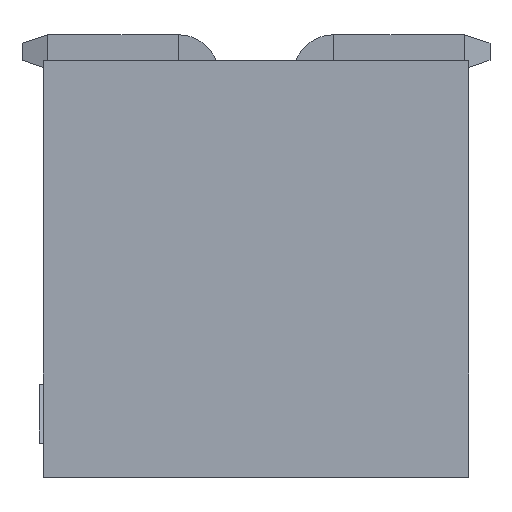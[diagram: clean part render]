
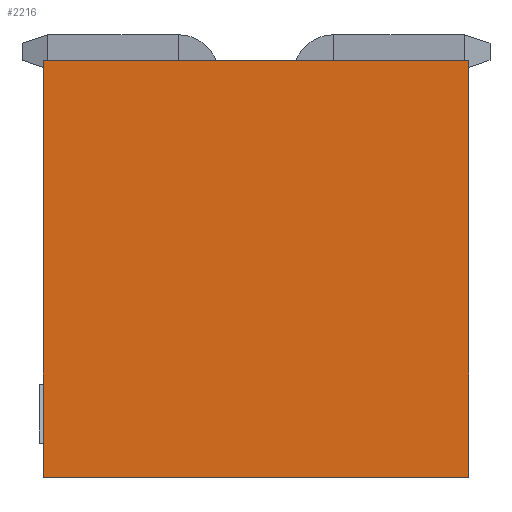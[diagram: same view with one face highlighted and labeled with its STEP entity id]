
A CAD part, front view. The second image highlights one B-rep face of the part: STEP entity #2216.
In plain terms, the highlighted planar face has unit normal (0, -1, 0).
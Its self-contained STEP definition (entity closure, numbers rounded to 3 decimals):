
#17=DIRECTION('',(1.,0.,0.));
#18=VECTOR('',#17,5.);
#19=CARTESIAN_POINT('',(-2.5,-7.62,-2.45));
#20=LINE('',#19,#18);
#433=DIRECTION('',(0.,0.,-1.));
#434=VECTOR('',#433,4.9);
#435=CARTESIAN_POINT('',(-2.5,-7.62,2.45));
#436=LINE('',#435,#434);
#517=DIRECTION('',(0.,0.,1.));
#518=VECTOR('',#517,4.9);
#519=CARTESIAN_POINT('',(2.5,-7.62,-2.45));
#520=LINE('',#519,#518);
#585=DIRECTION('',(-1.,0.,0.));
#586=VECTOR('',#585,5.);
#587=CARTESIAN_POINT('',(2.5,-7.62,2.45));
#588=LINE('',#587,#586);
#1681=CARTESIAN_POINT('',(-2.5,-7.62,2.45));
#1682=CARTESIAN_POINT('',(-2.5,-7.62,-2.45));
#1683=VERTEX_POINT('',#1681);
#1684=VERTEX_POINT('',#1682);
#1685=CARTESIAN_POINT('',(2.5,-7.62,2.45));
#1686=VERTEX_POINT('',#1685);
#1687=CARTESIAN_POINT('',(2.5,-7.62,-2.45));
#1688=VERTEX_POINT('',#1687);
#2201=CARTESIAN_POINT('',(0.,-7.62,0.));
#2202=DIRECTION('',(0.,1.,0.));
#2203=DIRECTION('',(1.,0.,0.));
#2204=AXIS2_PLACEMENT_3D('',#2201,#2202,#2203);
#2205=PLANE('',#2204);
#2207=ORIENTED_EDGE('',*,*,#2206,.F.);
#2209=ORIENTED_EDGE('',*,*,#2208,.F.);
#2211=ORIENTED_EDGE('',*,*,#2210,.F.);
#2213=ORIENTED_EDGE('',*,*,#2212,.F.);
#2214=EDGE_LOOP('',(#2207,#2209,#2211,#2213));
#2215=FACE_OUTER_BOUND('',#2214,.F.);
#2216=ADVANCED_FACE('',(#2215),#2205,.F.);
#2206=EDGE_CURVE('',#1684,#1688,#20,.T.);
#2208=EDGE_CURVE('',#1683,#1684,#436,.T.);
#2210=EDGE_CURVE('',#1686,#1683,#588,.T.);
#2212=EDGE_CURVE('',#1688,#1686,#520,.T.);
